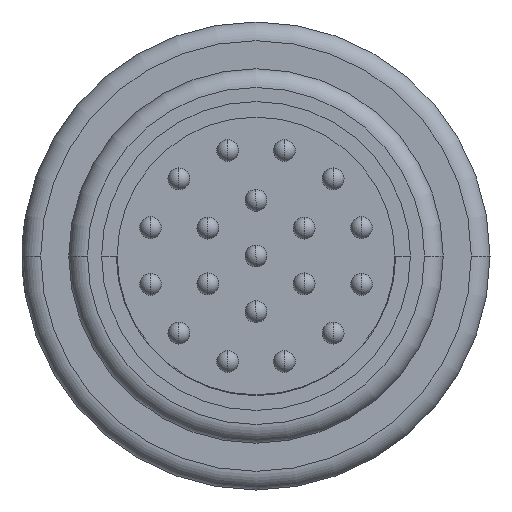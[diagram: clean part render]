
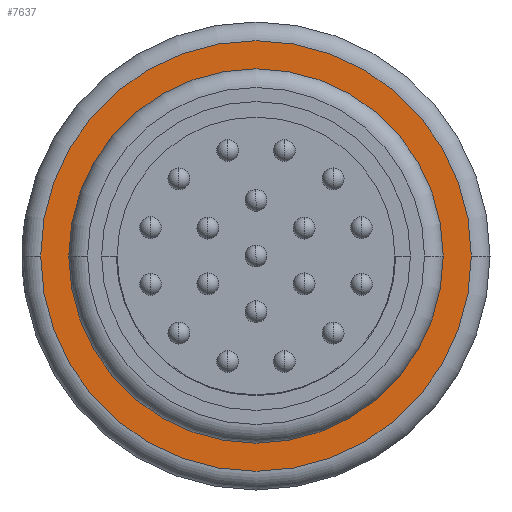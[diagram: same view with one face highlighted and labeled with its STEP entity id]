
A CAD part, left-side view. The second image highlights one B-rep face of the part: STEP entity #7637.
In plain terms, the highlighted planar face has unit normal (-1, 0, 0).
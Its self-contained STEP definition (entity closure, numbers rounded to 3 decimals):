
#231=CARTESIAN_POINT('',(-3.3,0.,0.));
#232=DIRECTION('',(-1.,0.,0.));
#233=DIRECTION('',(0.,1.,0.));
#234=AXIS2_PLACEMENT_3D('',#231,#232,#233);
#254=CARTESIAN_POINT('',(-3.3,0.,0.));
#255=DIRECTION('',(1.,0.,0.));
#256=DIRECTION('',(0.,1.,0.));
#257=AXIS2_PLACEMENT_3D('',#254,#255,#256);
#262=CARTESIAN_POINT('',(-3.3,0.,0.));
#263=DIRECTION('',(-1.,0.,0.));
#264=DIRECTION('',(0.,-1.,0.));
#265=AXIS2_PLACEMENT_3D('',#262,#263,#264);
#270=CARTESIAN_POINT('',(-3.3,0.,0.));
#271=DIRECTION('',(-1.,0.,0.));
#272=DIRECTION('',(0.,1.,0.));
#273=AXIS2_PLACEMENT_3D('',#270,#271,#272);
#7261=CARTESIAN_POINT('',(-3.3,6.,0.));
#7262=CARTESIAN_POINT('',(-3.3,-6.,0.));
#7263=VERTEX_POINT('',#7261);
#7264=VERTEX_POINT('',#7262);
#7373=CARTESIAN_POINT('',(-3.3,-6.9,0.));
#7374=CARTESIAN_POINT('',(-3.3,6.9,0.));
#7375=VERTEX_POINT('',#7373);
#7376=VERTEX_POINT('',#7374);
#7622=CARTESIAN_POINT('',(-3.3,0.,0.));
#7623=DIRECTION('',(1.,0.,0.));
#7624=DIRECTION('',(0.,-1.,0.));
#7625=AXIS2_PLACEMENT_3D('',#7622,#7623,#7624);
#7626=PLANE('',#7625);
#7628=ORIENTED_EDGE('',*,*,#7627,.F.);
#7630=ORIENTED_EDGE('',*,*,#7629,.F.);
#7631=EDGE_LOOP('',(#7628,#7630));
#7632=FACE_OUTER_BOUND('',#7631,.F.);
#7633=ORIENTED_EDGE('',*,*,#7616,.F.);
#7634=ORIENTED_EDGE('',*,*,#7602,.T.);
#7635=EDGE_LOOP('',(#7633,#7634));
#7636=FACE_BOUND('',#7635,.F.);
#235=CIRCLE('',#234,6.);
#258=CIRCLE('',#257,6.);
#266=CIRCLE('',#265,6.9);
#274=CIRCLE('',#273,6.9);
#7602=EDGE_CURVE('',#7263,#7264,#235,.T.);
#7616=EDGE_CURVE('',#7263,#7264,#258,.T.);
#7627=EDGE_CURVE('',#7375,#7376,#266,.T.);
#7629=EDGE_CURVE('',#7376,#7375,#274,.T.);
#7637=ADVANCED_FACE('',(#7632,#7636),#7626,.F.);
